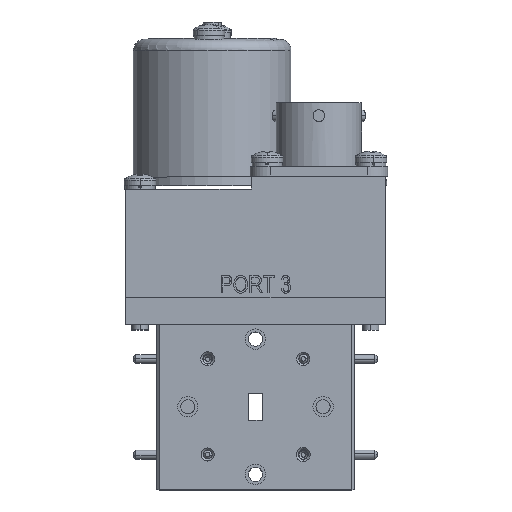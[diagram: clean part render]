
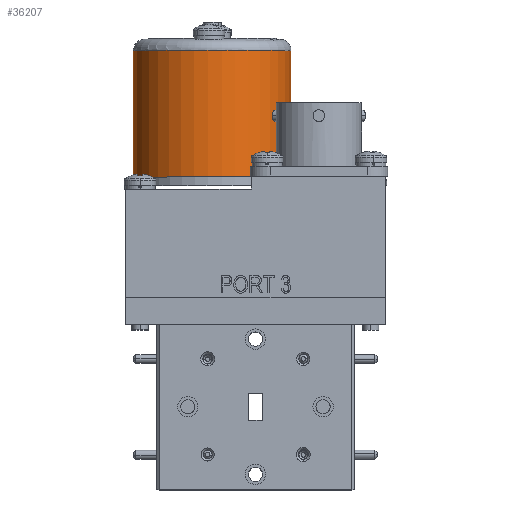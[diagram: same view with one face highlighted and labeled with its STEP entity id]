
A CAD part, top view. The second image highlights one B-rep face of the part: STEP entity #36207.
In plain terms, the highlighted cylindrical face has radius 13.894 mm (diameter 27.788 mm), a partial arc.
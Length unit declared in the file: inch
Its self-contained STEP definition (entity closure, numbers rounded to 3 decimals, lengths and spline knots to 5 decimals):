
#668 = CARTESIAN_POINT ( 'NONE',  ( -0.84625, 2.168, -0.32863 ) ) ;
#1769 = CARTESIAN_POINT ( 'NONE',  ( -0.3, 3.045, -0.3 ) ) ;
#3116 = VERTEX_POINT ( 'NONE', #10569 ) ;
#4219 = DIRECTION ( 'NONE',  ( 0., -1., 0. ) ) ;
#5143 = VERTEX_POINT ( 'NONE', #15793 ) ;
#5548 = CARTESIAN_POINT ( 'NONE',  ( -0.3, 2.168, -0.3 ) ) ;
#5561 = DIRECTION ( 'NONE',  ( 0., -1., 0. ) ) ;
#6558 = ORIENTED_EDGE ( 'NONE', *, *, #23187, .T. ) ;
#8482 = DIRECTION ( 'NONE',  ( 0., 1., 0. ) ) ;
#10569 = CARTESIAN_POINT ( 'NONE',  ( -0.84625, 3.045, -0.32863 ) ) ;
#10708 = CARTESIAN_POINT ( 'NONE',  ( 0.24625, 3.045, -0.27137 ) ) ;
#10849 = CIRCLE ( 'NONE', #22033, 0.547 ) ;
#10967 = EDGE_CURVE ( 'NONE', #35511, #5143, #13905, .T. ) ;
#11394 = VERTEX_POINT ( 'NONE', #668 ) ;
#12412 = EDGE_CURVE ( 'NONE', #35511, #3116, #10849, .T. ) ;
#13162 = CARTESIAN_POINT ( 'NONE',  ( -0.84625, 3.123, -0.32863 ) ) ;
#13534 = DIRECTION ( 'NONE',  ( 0., -1., 0. ) ) ;
#13905 = LINE ( 'NONE', #31279, #37004 ) ;
#15793 = CARTESIAN_POINT ( 'NONE',  ( 0.24625, 2.168, -0.27137 ) ) ;
#18117 = CYLINDRICAL_SURFACE ( 'NONE', #34588, 0.547 ) ;
#18689 = ORIENTED_EDGE ( 'NONE', *, *, #10967, .F. ) ;
#19438 = EDGE_LOOP ( 'NONE', ( #18689, #32148, #6558, #22127 ) ) ;
#19902 = DIRECTION ( 'NONE',  ( -0.999, 0., -0.052 ) ) ;
#20855 = DIRECTION ( 'NONE',  ( 0.999, 0., 0.052 ) ) ;
#22033 = AXIS2_PLACEMENT_3D ( 'NONE', #1769, #5561, #20855 ) ;
#22127 = ORIENTED_EDGE ( 'NONE', *, *, #23392, .T. ) ;
#23187 = EDGE_CURVE ( 'NONE', #3116, #11394, #29559, .T. ) ;
#23392 = EDGE_CURVE ( 'NONE', #11394, #5143, #31915, .T. ) ;
#25308 = VECTOR ( 'NONE', #4219, 39.37008 ) ;
#25702 = FACE_OUTER_BOUND ( 'NONE', #19438, .T. ) ;
#29559 = LINE ( 'NONE', #13162, #25308 ) ;
#31279 = CARTESIAN_POINT ( 'NONE',  ( 0.24625, 3.123, -0.27137 ) ) ;
#31686 = DIRECTION ( 'NONE',  ( 0., -1., 0. ) ) ;
#31915 = CIRCLE ( 'NONE', #32944, 0.547 ) ;
#32148 = ORIENTED_EDGE ( 'NONE', *, *, #12412, .T. ) ;
#32944 = AXIS2_PLACEMENT_3D ( 'NONE', #5548, #8482, #35485 ) ;
#33873 = CARTESIAN_POINT ( 'NONE',  ( -0.3, 3.123, -0.3 ) ) ;
#34588 = AXIS2_PLACEMENT_3D ( 'NONE', #33873, #13534, #19902 ) ;
#35485 = DIRECTION ( 'NONE',  ( 0.999, 0., 0.052 ) ) ;
#35511 = VERTEX_POINT ( 'NONE', #10708 ) ;
#36207 = ADVANCED_FACE ( 'NONE', ( #25702 ), #18117, .T. ) ;
#37004 = VECTOR ( 'NONE', #31686, 39.37008 ) ;
